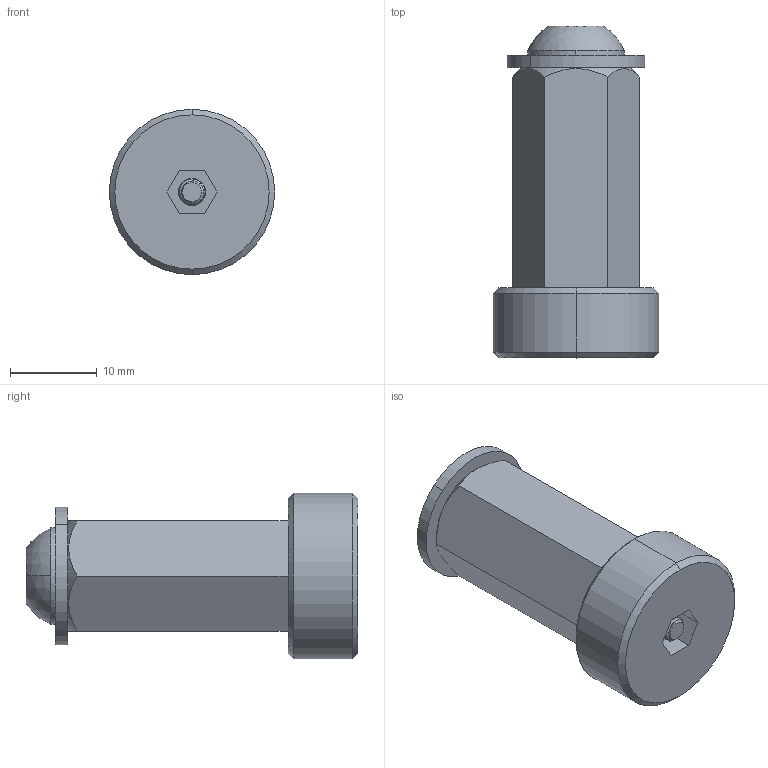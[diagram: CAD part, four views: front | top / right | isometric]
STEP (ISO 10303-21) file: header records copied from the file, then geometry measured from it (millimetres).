
FILE_DESCRIPTION (( 'STEP AP214' ), '1' );
FILE_NAME ('am-5161 5mm Hex to 500IN Hex Adapter Assembly.STEP', '2025-01-14T19:43:15', ( '' ), ( '' ), 'SwSTEP 2.0', 'SolidWorks 2024', '' );
FILE_SCHEMA (( 'AUTOMOTIVE_DESIGN' ));
Length unit declared in the file: inch
Products named in the file (5): am-5161 5mm Hex to 500IN Hex Adapter Assembly; 14-20 x 0.375 BHCS_am-1520 14-20x0375 BHCS; SHCS M3 x 14mm with threads; am-1027; ip-5161 5mm Hex to 500IN Hex Adapter
Assembly tree (4 placements, depth 2):
  am-5161 5mm Hex to 500IN Hex Adapter Assembly
    ip-5161 5mm Hex to 500IN Hex Adapter
    14-20 x 0.375 BHCS_am-1520 14-20x0375 BHCS
    SHCS M3 x 14mm with threads
    am-1027
Bounding box: 19.05 x 38.22 x 19.05 mm (x, y, z)
Volume: 5912.7 mm3; surface area: 3909.9 mm2
Topology: 4 solids, 4 shells, 155 faces, 400 edges, 259 vertices
Faces by surface type: cylinder 83, plane 39, cone 24, bspline 7, sphere 2
Entity records: 14382 total; most frequent: CARTESIAN_POINT 10854, ORIENTED_EDGE 800, DIRECTION 589, EDGE_CURVE 400, VERTEX_POINT 259, AXIS2_PLACEMENT_3D 215, EDGE_LOOP 165, LINE 159
